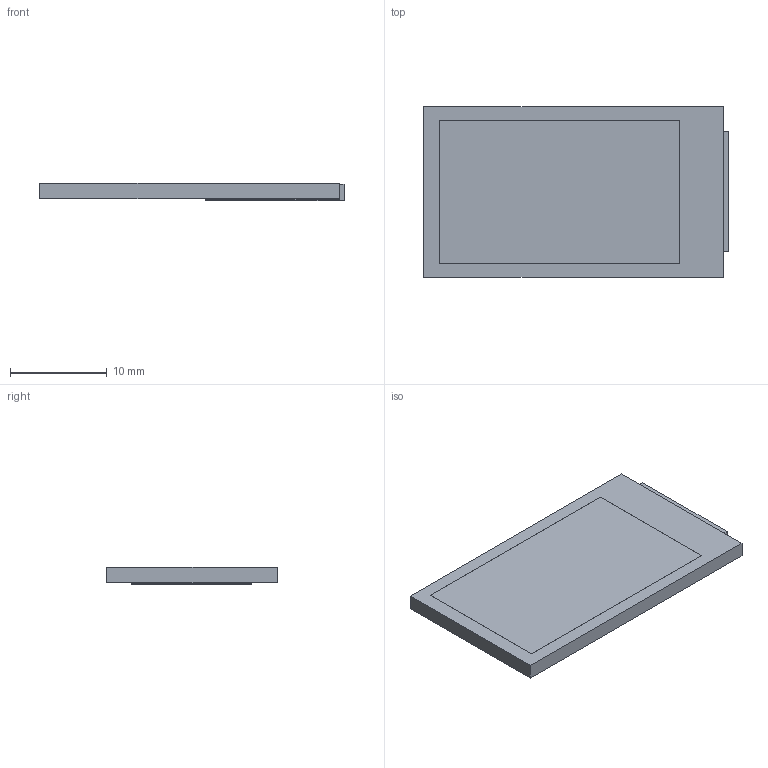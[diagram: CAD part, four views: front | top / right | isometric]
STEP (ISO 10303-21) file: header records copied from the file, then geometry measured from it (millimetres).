
FILE_DESCRIPTION(/* description */ (''),/* implementation_level */ '2;1');
FILE_NAME(/* name */ 'ZJY114 v1.step',/* time_stamp */ '2023-12-10T23:41:19+01:00',/* author */ (''),/* organization */ (''),/* preprocessor_version */ 'ST-DEVELOPER v20',/* originating_system */ 'Autodesk Translation Framework v12.14.0.127',/* authorisation */ '');
FILE_SCHEMA (('AUTOMOTIVE_DESIGN { 1 0 10303 214 3 1 1 }'));
Length unit declared in the file: millimetre
Products named in the file (1): ZJY114
Bounding box: 31.5 x 17.6 x 1.8 mm (x, y, z)
Volume: 901.9 mm3; surface area: 1611.1 mm2
Topology: 1 solids, 1 shells, 23 faces, 58 edges, 38 vertices
Faces by surface type: plane 19, cylinder 4
Full cylindrical faces by diameter (mm): 1 x2
Entity records: 725 total; most frequent: CARTESIAN_POINT 120, ORIENTED_EDGE 116, DIRECTION 114, EDGE_CURVE 58, LINE 50, VECTOR 50, VERTEX_POINT 38, AXIS2_PLACEMENT_3D 32
